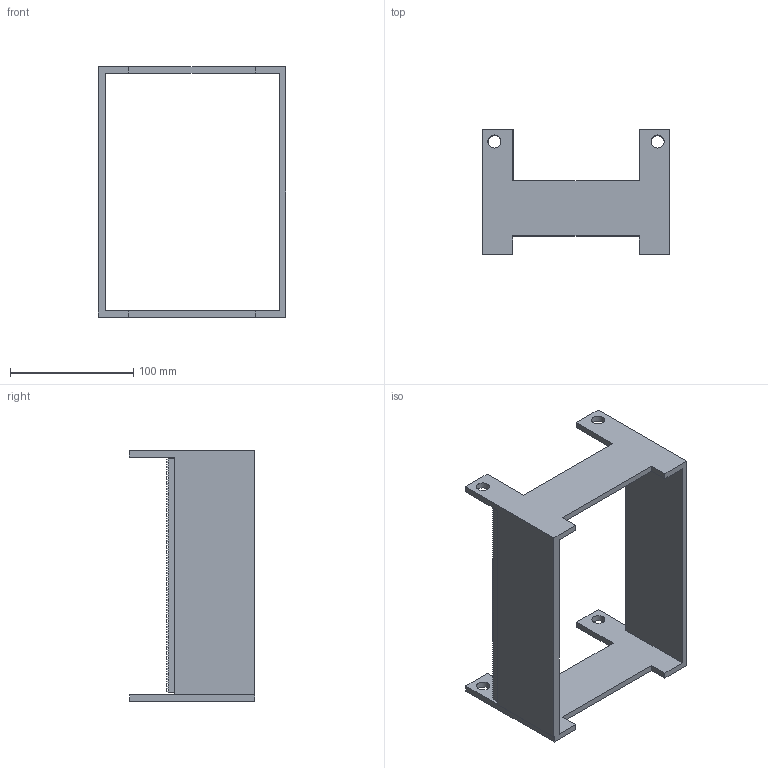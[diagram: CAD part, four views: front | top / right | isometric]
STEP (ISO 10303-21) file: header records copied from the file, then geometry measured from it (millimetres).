
FILE_DESCRIPTION(/* description */ (''),/* implementation_level */ '2;1');
FILE_NAME(/* name */ 'MainBody v5.step',/* time_stamp */ '2022-04-17T20:20:03-04:00',/* author */ (''),/* organization */ (''),/* preprocessor_version */ 'ST-DEVELOPER v18.1',/* originating_system */ 'Autodesk Translation Framework v10.14.0.1471',/* authorisation */ '');
FILE_SCHEMA (('AUTOMOTIVE_DESIGN { 1 0 10303 214 3 1 1 }'));
Length unit declared in the file: millimetre
Products named in the file (1): MainBody
Assembly tree (1 placements, depth 2):
  MainBody
    #13893
Bounding box: 152.4 x 101.6 x 203.04 mm (x, y, z)
Volume: 237857.2 mm3; surface area: 102762.7 mm2
Topology: 2 solids, 2 shells, 420 faces, 1253 edges, 835 vertices
Faces by surface type: plane 416, cylinder 4
Full cylindrical faces by diameter (mm): 10.668 x1, 10.686 x3
Entity records: 13891 total; most frequent: CARTESIAN_POINT 2511, ORIENTED_EDGE 2506, DIRECTION 2107, EDGE_CURVE 1253, LINE 1245, VECTOR 1245, VERTEX_POINT 835, AXIS2_PLACEMENT_3D 431
